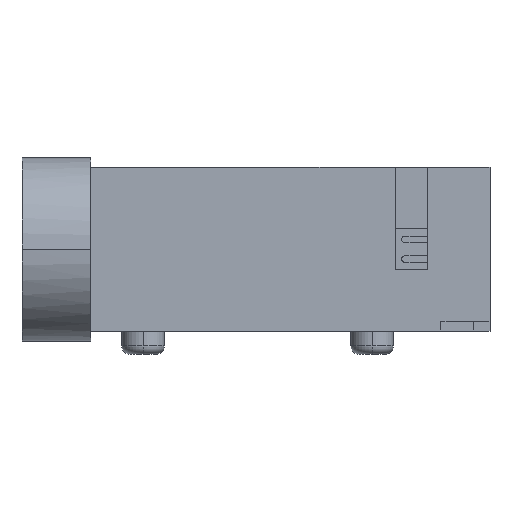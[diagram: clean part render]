
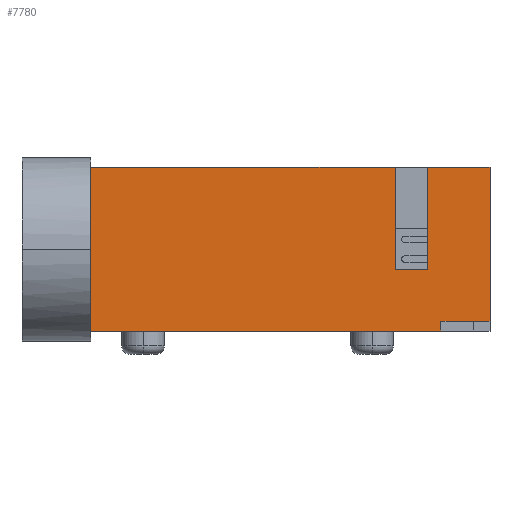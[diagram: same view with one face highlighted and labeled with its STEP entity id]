
A CAD part, top view. The second image highlights one B-rep face of the part: STEP entity #7780.
In plain terms, the highlighted planar face has unit normal (0, 0, 1).
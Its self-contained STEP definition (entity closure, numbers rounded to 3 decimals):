
#75 = VERTEX_POINT ( 'NONE', #6531 ) ;
#143 = EDGE_CURVE ( 'NONE', #3747, #818, #2208, .T. ) ;
#216 = VECTOR ( 'NONE', #857, 1000. ) ;
#555 = DIRECTION ( 'NONE',  ( 0., -1., 0. ) ) ;
#684 = PLANE ( 'NONE',  #5522 ) ;
#779 = CARTESIAN_POINT ( 'NONE',  ( 6.1, -2.2, 3.05 ) ) ;
#797 = VECTOR ( 'NONE', #6233, 1000. ) ;
#801 = DIRECTION ( 'NONE',  ( -1., 0., 0. ) ) ;
#818 = VERTEX_POINT ( 'NONE', #1347 ) ;
#844 = EDGE_CURVE ( 'NONE', #1151, #5048, #1070, .T. ) ;
#857 = DIRECTION ( 'NONE',  ( 1., 0., 0. ) ) ;
#897 = ORIENTED_EDGE ( 'NONE', *, *, #2775, .F. ) ;
#1068 = VECTOR ( 'NONE', #2319, 1000. ) ;
#1070 = LINE ( 'NONE', #6791, #797 ) ;
#1151 = VERTEX_POINT ( 'NONE', #1163 ) ;
#1163 = CARTESIAN_POINT ( 'NONE',  ( 4.6, -2.5, 3.05 ) ) ;
#1165 = EDGE_CURVE ( 'NONE', #75, #5048, #6012, .T. ) ;
#1169 = CARTESIAN_POINT ( 'NONE',  ( 3.2, -0.625, 3.05 ) ) ;
#1186 = ORIENTED_EDGE ( 'NONE', *, *, #7067, .T. ) ;
#1280 = LINE ( 'NONE', #5616, #6056 ) ;
#1347 = CARTESIAN_POINT ( 'NONE',  ( 3.2, -0.625, 3.05 ) ) ;
#1595 = CARTESIAN_POINT ( 'NONE',  ( 4.2, 2.5, 3.05 ) ) ;
#1597 = CARTESIAN_POINT ( 'NONE',  ( 6.1, 2.5, 3.05 ) ) ;
#1711 = EDGE_CURVE ( 'NONE', #5977, #3618, #4583, .T. ) ;
#1712 = VECTOR ( 'NONE', #555, 1000. ) ;
#1736 = LINE ( 'NONE', #3537, #1068 ) ;
#1843 = VERTEX_POINT ( 'NONE', #1595 ) ;
#2055 = ORIENTED_EDGE ( 'NONE', *, *, #844, .F. ) ;
#2208 = LINE ( 'NONE', #1169, #2867 ) ;
#2218 = CARTESIAN_POINT ( 'NONE',  ( 6.1, 2.5, 3.05 ) ) ;
#2268 = ORIENTED_EDGE ( 'NONE', *, *, #6727, .T. ) ;
#2319 = DIRECTION ( 'NONE',  ( 0., 1., 0. ) ) ;
#2634 = ORIENTED_EDGE ( 'NONE', *, *, #143, .F. ) ;
#2775 = EDGE_CURVE ( 'NONE', #3925, #1151, #2846, .T. ) ;
#2786 = ORIENTED_EDGE ( 'NONE', *, *, #5712, .F. ) ;
#2792 = ORIENTED_EDGE ( 'NONE', *, *, #3096, .F. ) ;
#2846 = LINE ( 'NONE', #3519, #7821 ) ;
#2867 = VECTOR ( 'NONE', #4835, 1000. ) ;
#2926 = ORIENTED_EDGE ( 'NONE', *, *, #3485, .T. ) ;
#3007 = CARTESIAN_POINT ( 'NONE',  ( 4.6, -2.2, 3.05 ) ) ;
#3017 = LINE ( 'NONE', #1597, #7807 ) ;
#3096 = EDGE_CURVE ( 'NONE', #818, #3962, #6097, .T. ) ;
#3127 = DIRECTION ( 'NONE',  ( 0., 0., -1. ) ) ;
#3403 = DIRECTION ( 'NONE',  ( 0., -1., 0. ) ) ;
#3485 = EDGE_CURVE ( 'NONE', #3925, #3618, #4531, .T. ) ;
#3519 = CARTESIAN_POINT ( 'NONE',  ( 4.6, -2.5, 3.05 ) ) ;
#3537 = CARTESIAN_POINT ( 'NONE',  ( 4.2, -0.625, 3.05 ) ) ;
#3618 = VERTEX_POINT ( 'NONE', #779 ) ;
#3747 = VERTEX_POINT ( 'NONE', #4601 ) ;
#3925 = VERTEX_POINT ( 'NONE', #4196 ) ;
#3962 = VERTEX_POINT ( 'NONE', #4091 ) ;
#4047 = EDGE_LOOP ( 'NONE', ( #2268, #2786, #2792, #2634, #1186, #5974, #2055, #897, #2926, #7185 ) ) ;
#4091 = CARTESIAN_POINT ( 'NONE',  ( 4.2, -0.625, 3.05 ) ) ;
#4196 = CARTESIAN_POINT ( 'NONE',  ( 4.6, -2.2, 3.05 ) ) ;
#4198 = CARTESIAN_POINT ( 'NONE',  ( -6.1, 2.5, 3.05 ) ) ;
#4531 = LINE ( 'NONE', #3007, #6048 ) ;
#4583 = LINE ( 'NONE', #5256, #6869 ) ;
#4589 = CARTESIAN_POINT ( 'NONE',  ( -6.1, -2.5, 3.05 ) ) ;
#4601 = CARTESIAN_POINT ( 'NONE',  ( 3.2, 2.5, 3.05 ) ) ;
#4673 = DIRECTION ( 'NONE',  ( 0., -1., 0. ) ) ;
#4835 = DIRECTION ( 'NONE',  ( 0., -1., 0. ) ) ;
#5048 = VERTEX_POINT ( 'NONE', #4589 ) ;
#5156 = CARTESIAN_POINT ( 'NONE',  ( 3.2, -0.625, 3.05 ) ) ;
#5256 = CARTESIAN_POINT ( 'NONE',  ( 6.1, 2.5, 3.05 ) ) ;
#5522 = AXIS2_PLACEMENT_3D ( 'NONE', #6100, #3127, #7345 ) ;
#5616 = CARTESIAN_POINT ( 'NONE',  ( 6.1, 2.5, 3.05 ) ) ;
#5712 = EDGE_CURVE ( 'NONE', #3962, #1843, #1736, .T. ) ;
#5940 = FACE_OUTER_BOUND ( 'NONE', #4047, .T. ) ;
#5974 = ORIENTED_EDGE ( 'NONE', *, *, #1165, .T. ) ;
#5977 = VERTEX_POINT ( 'NONE', #2218 ) ;
#6012 = LINE ( 'NONE', #4198, #1712 ) ;
#6048 = VECTOR ( 'NONE', #6118, 1000. ) ;
#6056 = VECTOR ( 'NONE', #801, 1000. ) ;
#6097 = LINE ( 'NONE', #5156, #216 ) ;
#6100 = CARTESIAN_POINT ( 'NONE',  ( 6.1, 2.5, 3.05 ) ) ;
#6118 = DIRECTION ( 'NONE',  ( 1., 0., 0. ) ) ;
#6233 = DIRECTION ( 'NONE',  ( -1., 0., 0. ) ) ;
#6465 = DIRECTION ( 'NONE',  ( -1., 0., 0. ) ) ;
#6531 = CARTESIAN_POINT ( 'NONE',  ( -6.1, 2.5, 3.05 ) ) ;
#6727 = EDGE_CURVE ( 'NONE', #5977, #1843, #3017, .T. ) ;
#6791 = CARTESIAN_POINT ( 'NONE',  ( 6.1, -2.5, 3.05 ) ) ;
#6869 = VECTOR ( 'NONE', #3403, 1000. ) ;
#7067 = EDGE_CURVE ( 'NONE', #3747, #75, #1280, .T. ) ;
#7185 = ORIENTED_EDGE ( 'NONE', *, *, #1711, .F. ) ;
#7345 = DIRECTION ( 'NONE',  ( -1., 0., 0. ) ) ;
#7780 = ADVANCED_FACE ( 'NONE', ( #5940 ), #684, .F. ) ;
#7807 = VECTOR ( 'NONE', #6465, 1000. ) ;
#7821 = VECTOR ( 'NONE', #4673, 1000. ) ;
